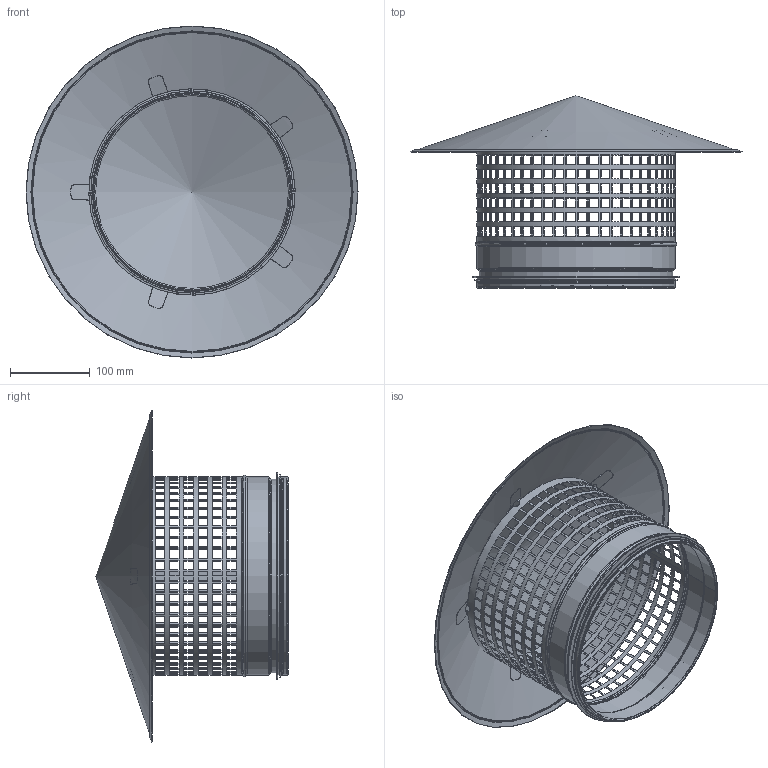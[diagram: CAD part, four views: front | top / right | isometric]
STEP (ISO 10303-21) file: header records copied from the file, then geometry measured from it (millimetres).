
FILE_DESCRIPTION(/* description */ ('Takhatt'),/* implementation_level */ '2;1');
FILE_NAME(/* name */ 'NA10007.stp',/* time_stamp */ '2016-11-28T03:41:19-08:00',/* author */ ('CAD'),/* organization */ (''),/* preprocessor_version */ 'ST-DEVELOPER v16.5',/* originating_system */ 'Autodesk Inventor 2017',/* authorisation */ '');
FILE_SCHEMA (('AUTOMOTIVE_DESIGN { 1 0 10303 214 3 1 1 }'));
Length unit declared in the file: millimetre
Products named in the file (4): HTH-06; HTH-AA-05; HTH-BB-02; 999007
Assembly tree (3 placements, depth 2):
  HTH-06
    HTH-AA-05
    HTH-BB-02
    999007
Bounding box: 417 x 241.6 x 417 mm (x, y, z)
Volume: 193108.1 mm3; surface area: 559662.1 mm2
Topology: 3 solids, 3 shells, 1728 faces, 5026 edges, 3295 vertices
Faces by surface type: plane 1552, bspline 70, torus 42, cylinder 34, cone 30
Full cylindrical faces by diameter (mm): 245.3 x1, 247.9 x3, 254.3 x1, 259.3 x1
Entity records: 61844 total; most frequent: CARTESIAN_POINT 11865, ORIENTED_EDGE 9998, DIRECTION 9874, EDGE_CURVE 4999, AXIS2_PLACEMENT_3D 3350, VERTEX_POINT 3293, LINE 3174, VECTOR 3174
